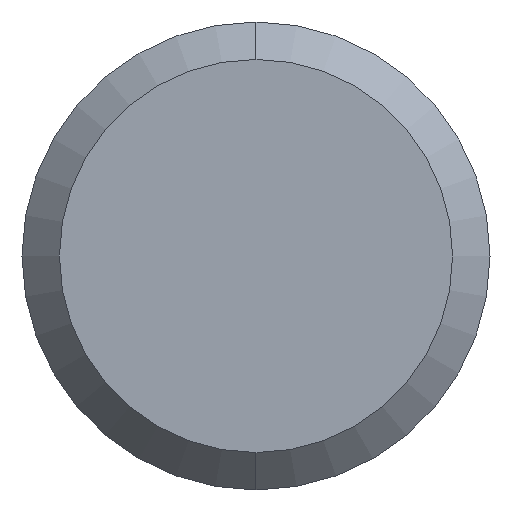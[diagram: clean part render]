
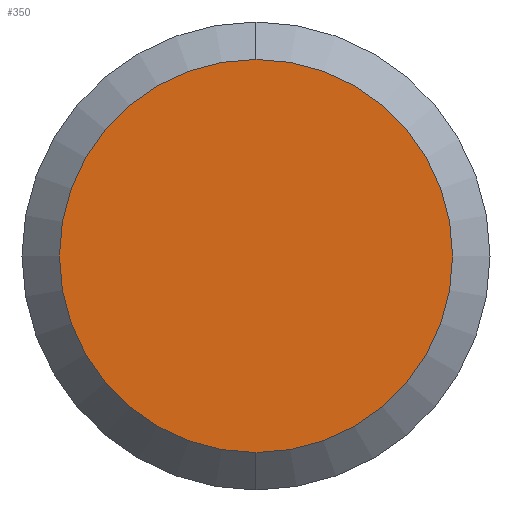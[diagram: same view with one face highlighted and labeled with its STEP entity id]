
A CAD part, left-side view. The second image highlights one B-rep face of the part: STEP entity #350.
In plain terms, the highlighted planar face has unit normal (-1, 0, 0).
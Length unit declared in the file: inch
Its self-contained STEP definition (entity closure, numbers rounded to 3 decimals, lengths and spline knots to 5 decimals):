
#185 = CARTESIAN_POINT ( 'NONE',  ( 0., 0., 0. ) ) ;
#215 = VERTEX_POINT ( 'NONE', #1331 ) ;
#217 = PLANE ( 'NONE',  #1109 ) ;
#222 = DIRECTION ( 'NONE',  ( -1., 0., 0. ) ) ;
#227 = EDGE_CURVE ( 'NONE', #215, #483, #806, .T. ) ;
#291 = DIRECTION ( 'NONE',  ( 0., 0., -1. ) ) ;
#344 = ORIENTED_EDGE ( 'NONE', *, *, #227, .F. ) ;
#350 = ADVANCED_FACE ( 'NONE', ( #948 ), #217, .T. ) ;
#483 = VERTEX_POINT ( 'NONE', #808 ) ;
#512 = CARTESIAN_POINT ( 'NONE',  ( 0., 0., 0. ) ) ;
#527 = AXIS2_PLACEMENT_3D ( 'NONE', #185, #908, #291 ) ;
#582 = EDGE_LOOP ( 'NONE', ( #344, #826 ) ) ;
#609 = DIRECTION ( 'NONE',  ( 0., 0., -1. ) ) ;
#689 = AXIS2_PLACEMENT_3D ( 'NONE', #512, #1245, #609 ) ;
#739 = CARTESIAN_POINT ( 'NONE',  ( 0., 0.125, 0. ) ) ;
#806 = CIRCLE ( 'NONE', #527, 0.105 ) ;
#808 = CARTESIAN_POINT ( 'NONE',  ( 0., 0., 0.105 ) ) ;
#826 = ORIENTED_EDGE ( 'NONE', *, *, #1211, .F. ) ;
#908 = DIRECTION ( 'NONE',  ( 1., 0., 0. ) ) ;
#941 = DIRECTION ( 'NONE',  ( 0., 0., 1. ) ) ;
#948 = FACE_OUTER_BOUND ( 'NONE', #582, .T. ) ;
#1089 = CIRCLE ( 'NONE', #689, 0.105 ) ;
#1109 = AXIS2_PLACEMENT_3D ( 'NONE', #739, #222, #941 ) ;
#1211 = EDGE_CURVE ( 'NONE', #483, #215, #1089, .T. ) ;
#1245 = DIRECTION ( 'NONE',  ( 1., 0., 0. ) ) ;
#1331 = CARTESIAN_POINT ( 'NONE',  ( 0., 0., -0.105 ) ) ;
